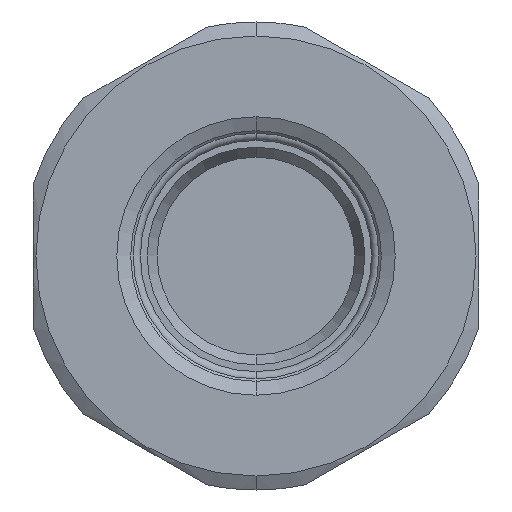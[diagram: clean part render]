
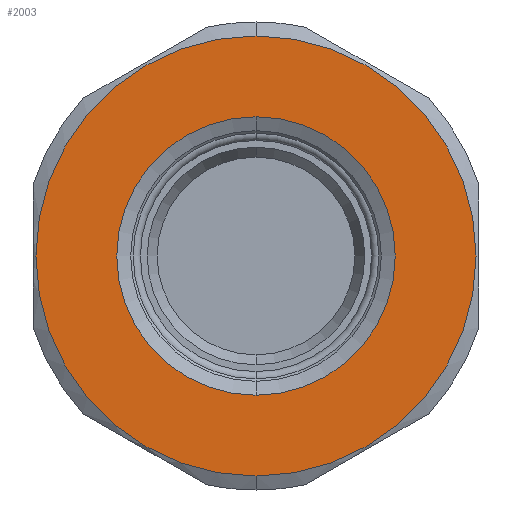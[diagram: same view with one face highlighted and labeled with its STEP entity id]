
A CAD part, left-side view. The second image highlights one B-rep face of the part: STEP entity #2003.
In plain terms, the highlighted planar face has unit normal (-1, 0, 0).
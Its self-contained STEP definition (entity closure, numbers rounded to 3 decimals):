
#52 = CARTESIAN_POINT ( 'NONE',  ( -0.03, 0., 24.989 ) ) ;
#53 = CARTESIAN_POINT ( 'NONE',  ( -0.03, 0., 0. ) ) ;
#122 = DIRECTION ( 'NONE',  ( 0., 0., 1. ) ) ;
#177 = EDGE_LOOP ( 'NONE', ( #1627, #371 ) ) ;
#183 = CIRCLE ( 'NONE', #1501, 24.989 ) ;
#202 = EDGE_CURVE ( 'NONE', #203, #1903, #1479, .T. ) ;
#203 = VERTEX_POINT ( 'NONE', #666 ) ;
#212 = AXIS2_PLACEMENT_3D ( 'NONE', #1626, #705, #563 ) ;
#285 = ORIENTED_EDGE ( 'NONE', *, *, #862, .F. ) ;
#371 = ORIENTED_EDGE ( 'NONE', *, *, #202, .T. ) ;
#563 = DIRECTION ( 'NONE',  ( 0., 0., -1. ) ) ;
#608 = AXIS2_PLACEMENT_3D ( 'NONE', #53, #1271, #1801 ) ;
#666 = CARTESIAN_POINT ( 'NONE',  ( -0.03, 0., 39.489 ) ) ;
#705 = DIRECTION ( 'NONE',  ( 1., 0., 0. ) ) ;
#739 = CIRCLE ( 'NONE', #930, 24.989 ) ;
#790 = VERTEX_POINT ( 'NONE', #1007 ) ;
#841 = DIRECTION ( 'NONE',  ( 0., 0., 1. ) ) ;
#851 = DIRECTION ( 'NONE',  ( -1., 0., 0. ) ) ;
#862 = EDGE_CURVE ( 'NONE', #790, #1812, #739, .T. ) ;
#930 = AXIS2_PLACEMENT_3D ( 'NONE', #1699, #1075, #1237 ) ;
#989 = ORIENTED_EDGE ( 'NONE', *, *, #1070, .F. ) ;
#1007 = CARTESIAN_POINT ( 'NONE',  ( -0.03, 0., -24.989 ) ) ;
#1041 = EDGE_CURVE ( 'NONE', #1903, #203, #1236, .T. ) ;
#1056 = EDGE_LOOP ( 'NONE', ( #989, #285 ) ) ;
#1070 = EDGE_CURVE ( 'NONE', #1812, #790, #183, .T. ) ;
#1075 = DIRECTION ( 'NONE',  ( -1., 0., 0. ) ) ;
#1083 = FACE_OUTER_BOUND ( 'NONE', #177, .T. ) ;
#1236 = CIRCLE ( 'NONE', #1678, 39.489 ) ;
#1237 = DIRECTION ( 'NONE',  ( 0., 0., 1. ) ) ;
#1271 = DIRECTION ( 'NONE',  ( -1., 0., 0. ) ) ;
#1300 = PLANE ( 'NONE',  #212 ) ;
#1340 = CARTESIAN_POINT ( 'NONE',  ( -0.03, 0., 0. ) ) ;
#1353 = DIRECTION ( 'NONE',  ( -1., 0., 0. ) ) ;
#1468 = CARTESIAN_POINT ( 'NONE',  ( -0.03, 0., 0. ) ) ;
#1479 = CIRCLE ( 'NONE', #608, 39.489 ) ;
#1501 = AXIS2_PLACEMENT_3D ( 'NONE', #1468, #851, #841 ) ;
#1626 = CARTESIAN_POINT ( 'NONE',  ( -0.03, 0., 0. ) ) ;
#1627 = ORIENTED_EDGE ( 'NONE', *, *, #1041, .T. ) ;
#1678 = AXIS2_PLACEMENT_3D ( 'NONE', #1340, #1353, #122 ) ;
#1699 = CARTESIAN_POINT ( 'NONE',  ( -0.03, 0., 0. ) ) ;
#1761 = FACE_BOUND ( 'NONE', #1056, .T. ) ;
#1801 = DIRECTION ( 'NONE',  ( 0., 0., 1. ) ) ;
#1812 = VERTEX_POINT ( 'NONE', #52 ) ;
#1903 = VERTEX_POINT ( 'NONE', #1947 ) ;
#1947 = CARTESIAN_POINT ( 'NONE',  ( -0.03, 0., -39.489 ) ) ;
#2003 = ADVANCED_FACE ( 'NONE', ( #1761, #1083 ), #1300, .F. ) ;
